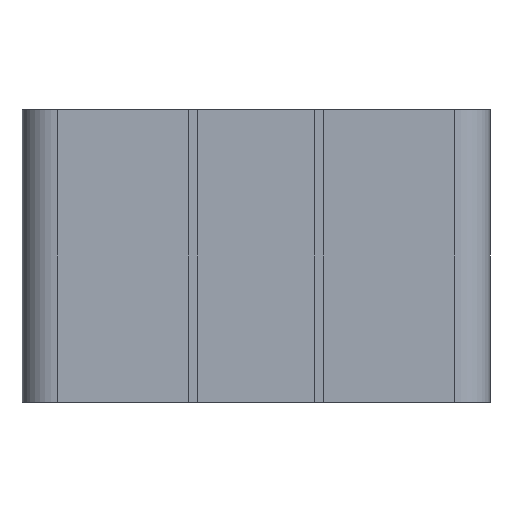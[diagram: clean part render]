
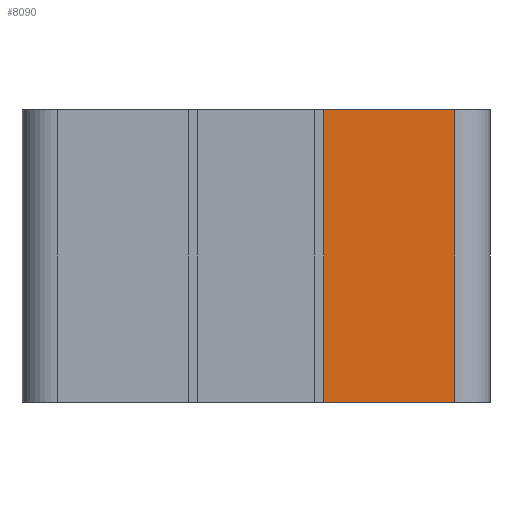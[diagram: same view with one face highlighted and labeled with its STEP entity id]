
A CAD part, front view. The second image highlights one B-rep face of the part: STEP entity #8090.
In plain terms, the highlighted planar face has unit normal (0, -1, 0).
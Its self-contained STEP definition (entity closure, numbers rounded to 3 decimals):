
#8032=CARTESIAN_POINT('',(17.,-100.,25.0));
#8033=VERTEX_POINT('',#8032);
#8041=CARTESIAN_POINT('',(17.,-100.,0.0));
#8042=VERTEX_POINT('',#8041);
#8043=CARTESIAN_POINT('',(17.,-100.,0.0));
#8044=DIRECTION('',(0.0,0.0,1.0));
#8045=VECTOR('',#8044,25.0);
#8046=LINE('',#8043,#8045);
#8047=EDGE_CURVE('',#8042,#8033,#8046,.T.);
#8060=CARTESIAN_POINT('',(17.,-100.,0.0));
#8061=DIRECTION('',(0.0,-1.0,0.0));
#8062=DIRECTION('',(0.0,0.0,-1.0));
#8063=AXIS2_PLACEMENT_3D('',#8060,#8061,#8062);
#8064=PLANE('',#8063);
#8065=CARTESIAN_POINT('',(5.805,-100.,25.0));
#8066=VERTEX_POINT('',#8065);
#8067=CARTESIAN_POINT('',(17.,-100.,25.0));
#8068=DIRECTION('',(-1.0,0.0,0.0));
#8069=VECTOR('',#8068,11.195);
#8070=LINE('',#8067,#8069);
#8071=EDGE_CURVE('',#8033,#8066,#8070,.T.);
#8072=ORIENTED_EDGE('',*,*,#8071,.T.);
#8073=CARTESIAN_POINT('',(5.805,-100.,0.0));
#8074=VERTEX_POINT('',#8073);
#8075=CARTESIAN_POINT('',(5.805,-100.,0.0));
#8076=DIRECTION('',(0.0,0.0,1.0));
#8077=VECTOR('',#8076,25.0);
#8078=LINE('',#8075,#8077);
#8079=EDGE_CURVE('',#8074,#8066,#8078,.T.);
#8080=ORIENTED_EDGE('',*,*,#8079,.F.);
#8081=CARTESIAN_POINT('',(17.,-100.,0.0));
#8082=DIRECTION('',(-1.0,0.0,0.0));
#8083=VECTOR('',#8082,11.195);
#8084=LINE('',#8081,#8083);
#8085=EDGE_CURVE('',#8042,#8074,#8084,.T.);
#8086=ORIENTED_EDGE('',*,*,#8085,.F.);
#8087=ORIENTED_EDGE('',*,*,#8047,.T.);
#8088=EDGE_LOOP('',(#8072,#8080,#8086,#8087));
#8089=FACE_OUTER_BOUND('',#8088,.T.);
#8090=ADVANCED_FACE('',(#8089),#8064,.T.);
